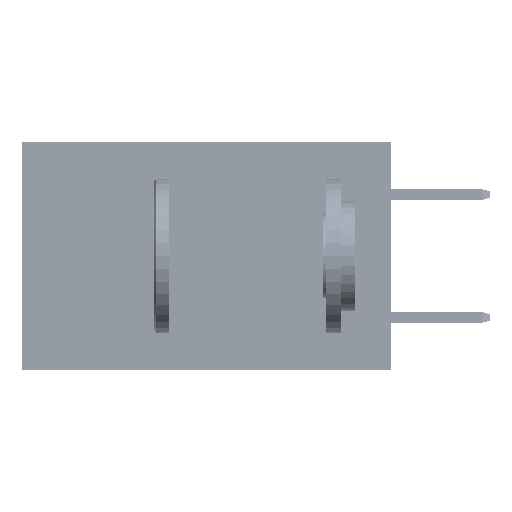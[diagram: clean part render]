
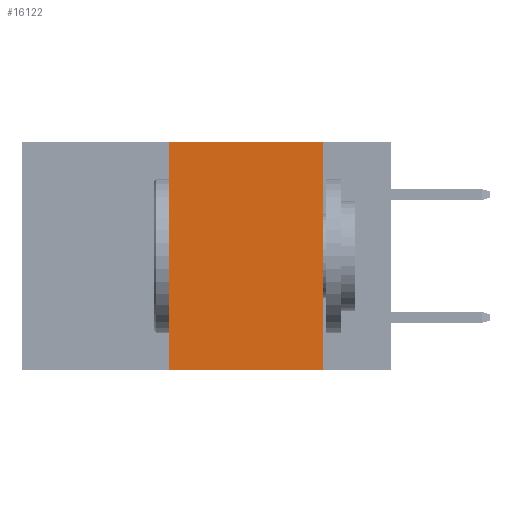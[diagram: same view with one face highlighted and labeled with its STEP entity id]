
A CAD part, left-side view. The second image highlights one B-rep face of the part: STEP entity #16122.
In plain terms, the highlighted planar face has unit normal (-1, 0, 0).
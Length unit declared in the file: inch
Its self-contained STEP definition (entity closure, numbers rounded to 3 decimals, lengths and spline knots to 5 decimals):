
#2910 = CARTESIAN_POINT ( 'NONE',  ( 0., 0.36, 0. ) ) ;
#4310 = VECTOR ( 'NONE', #41619, 39.37008 ) ;
#7638 = CARTESIAN_POINT ( 'NONE',  ( 0., 0.11, -0.37 ) ) ;
#8839 = LINE ( 'NONE', #32355, #30694 ) ;
#10419 = DIRECTION ( 'NONE',  ( 0., 0., -1. ) ) ;
#10644 = DIRECTION ( 'NONE',  ( 0., 0., 1. ) ) ;
#15420 = VECTOR ( 'NONE', #10644, 39.37008 ) ;
#16122 = ADVANCED_FACE ( 'NONE', ( #18483 ), #32412, .F. ) ;
#16345 = CARTESIAN_POINT ( 'NONE',  ( 0., 0.36, 0. ) ) ;
#18191 = VERTEX_POINT ( 'NONE', #7638 ) ;
#18483 = FACE_OUTER_BOUND ( 'NONE', #29967, .T. ) ;
#20550 = DIRECTION ( 'NONE',  ( 0., -1., 0. ) ) ;
#20584 = DIRECTION ( 'NONE',  ( 0., 0., -1. ) ) ;
#21476 = EDGE_CURVE ( 'NONE', #21834, #18191, #8839, .T. ) ;
#21834 = VERTEX_POINT ( 'NONE', #35994 ) ;
#22580 = LINE ( 'NONE', #48688, #4310 ) ;
#22593 = EDGE_CURVE ( 'NONE', #42639, #18191, #45320, .T. ) ;
#25101 = CARTESIAN_POINT ( 'NONE',  ( 0., 0.6, 0. ) ) ;
#28890 = EDGE_CURVE ( 'NONE', #46061, #21834, #22580, .T. ) ;
#29079 = DIRECTION ( 'NONE',  ( 1., 0., 0. ) ) ;
#29967 = EDGE_LOOP ( 'NONE', ( #39430, #47383, #37398, #33650 ) ) ;
#30694 = VECTOR ( 'NONE', #20584, 39.37008 ) ;
#32355 = CARTESIAN_POINT ( 'NONE',  ( 0., 0.11, 0. ) ) ;
#32412 = PLANE ( 'NONE',  #44193 ) ;
#33650 = ORIENTED_EDGE ( 'NONE', *, *, #22593, .T. ) ;
#35619 = CARTESIAN_POINT ( 'NONE',  ( 0., 0.6, -0.37 ) ) ;
#35994 = CARTESIAN_POINT ( 'NONE',  ( 0., 0.11, 0. ) ) ;
#36489 = VECTOR ( 'NONE', #20550, 39.37008 ) ;
#36689 = LINE ( 'NONE', #2910, #15420 ) ;
#37398 = ORIENTED_EDGE ( 'NONE', *, *, #42343, .F. ) ;
#39430 = ORIENTED_EDGE ( 'NONE', *, *, #21476, .F. ) ;
#41619 = DIRECTION ( 'NONE',  ( 0., -1., 0. ) ) ;
#42343 = EDGE_CURVE ( 'NONE', #42639, #46061, #36689, .T. ) ;
#42453 = CARTESIAN_POINT ( 'NONE',  ( 0., 0.36, -0.37 ) ) ;
#42639 = VERTEX_POINT ( 'NONE', #42453 ) ;
#44193 = AXIS2_PLACEMENT_3D ( 'NONE', #25101, #29079, #10419 ) ;
#45320 = LINE ( 'NONE', #35619, #36489 ) ;
#46061 = VERTEX_POINT ( 'NONE', #16345 ) ;
#47383 = ORIENTED_EDGE ( 'NONE', *, *, #28890, .F. ) ;
#48688 = CARTESIAN_POINT ( 'NONE',  ( 0., 0.6, 0. ) ) ;
